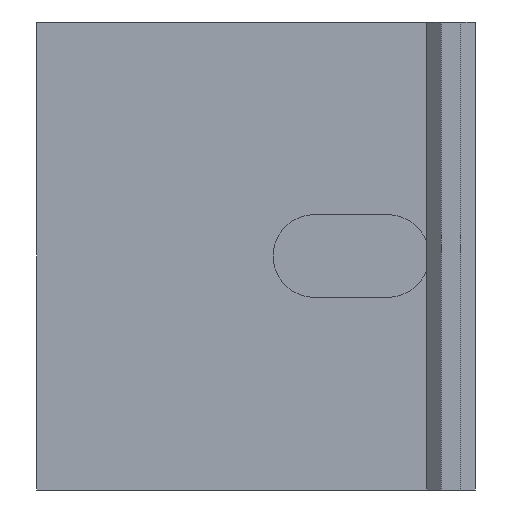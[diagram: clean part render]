
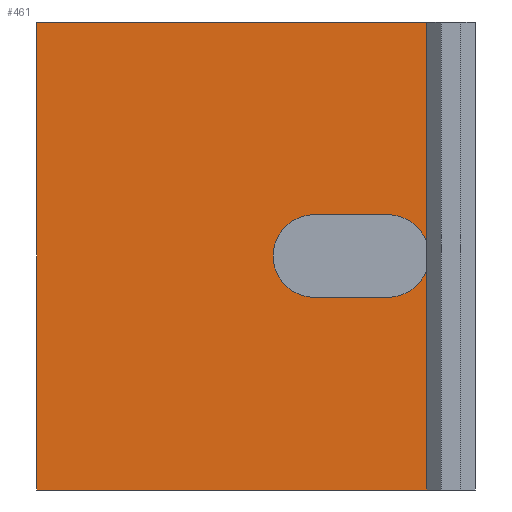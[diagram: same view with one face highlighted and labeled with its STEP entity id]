
A CAD part, left-side view. The second image highlights one B-rep face of the part: STEP entity #461.
In plain terms, the highlighted planar face has unit normal (-1, 0, 0).
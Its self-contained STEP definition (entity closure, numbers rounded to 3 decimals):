
#15=FACE_BOUND('',#56,.T.);
#31=FACE_OUTER_BOUND('',#55,.T.);
#55=EDGE_LOOP('',(#339,#340,#341,#342,#343,#344,#345,#346,#347,#348));
#56=EDGE_LOOP('',(#349,#350,#351,#352));
#78=LINE('',#674,#132);
#91=LINE('',#702,#145);
#100=LINE('',#721,#154);
#101=LINE('',#727,#155);
#102=LINE('',#733,#156);
#103=LINE('',#735,#157);
#104=LINE('',#736,#158);
#105=LINE('',#739,#159);
#132=VECTOR('',#546,10.);
#145=VECTOR('',#565,10.);
#154=VECTOR('',#580,10.);
#155=VECTOR('',#585,10.);
#156=VECTOR('',#590,10.);
#157=VECTOR('',#591,10.);
#158=VECTOR('',#592,10.);
#159=VECTOR('',#595,10.);
#183=CIRCLE('',#495,1.7);
#184=CIRCLE('',#503,3.94);
#185=CIRCLE('',#504,0.3);
#186=CIRCLE('',#505,0.3);
#187=CIRCLE('',#506,3.94);
#188=CIRCLE('',#507,1.7);
#197=VERTEX_POINT('',#666);
#198=VERTEX_POINT('',#668);
#199=VERTEX_POINT('',#672);
#210=VERTEX_POINT('',#699);
#211=VERTEX_POINT('',#701);
#218=VERTEX_POINT('',#720);
#219=VERTEX_POINT('',#722);
#220=VERTEX_POINT('',#724);
#221=VERTEX_POINT('',#726);
#222=VERTEX_POINT('',#728);
#223=VERTEX_POINT('',#730);
#224=VERTEX_POINT('',#732);
#225=VERTEX_POINT('',#734);
#226=VERTEX_POINT('',#737);
#242=EDGE_CURVE('',#197,#198,#183,.T.);
#245=EDGE_CURVE('',#197,#199,#78,.T.);
#258=EDGE_CURVE('',#211,#210,#91,.T.);
#267=EDGE_CURVE('',#210,#218,#100,.F.);
#268=EDGE_CURVE('',#218,#219,#184,.T.);
#269=EDGE_CURVE('',#220,#219,#185,.F.);
#270=EDGE_CURVE('',#221,#220,#101,.T.);
#271=EDGE_CURVE('',#222,#221,#186,.F.);
#272=EDGE_CURVE('',#222,#223,#187,.T.);
#273=EDGE_CURVE('',#223,#224,#102,.F.);
#274=EDGE_CURVE('',#225,#224,#103,.T.);
#275=EDGE_CURVE('',#211,#225,#104,.T.);
#276=EDGE_CURVE('',#199,#226,#188,.T.);
#277=EDGE_CURVE('',#226,#198,#105,.T.);
#339=ORIENTED_EDGE('',*,*,#267,.T.);
#340=ORIENTED_EDGE('',*,*,#268,.T.);
#341=ORIENTED_EDGE('',*,*,#269,.F.);
#342=ORIENTED_EDGE('',*,*,#270,.F.);
#343=ORIENTED_EDGE('',*,*,#271,.F.);
#344=ORIENTED_EDGE('',*,*,#272,.T.);
#345=ORIENTED_EDGE('',*,*,#273,.T.);
#346=ORIENTED_EDGE('',*,*,#274,.F.);
#347=ORIENTED_EDGE('',*,*,#275,.F.);
#348=ORIENTED_EDGE('',*,*,#258,.T.);
#349=ORIENTED_EDGE('',*,*,#242,.F.);
#350=ORIENTED_EDGE('',*,*,#245,.T.);
#351=ORIENTED_EDGE('',*,*,#276,.T.);
#352=ORIENTED_EDGE('',*,*,#277,.T.);
#442=PLANE('',#502);
#461=ADVANCED_FACE('',(#31,#15),#442,.T.);
#495=AXIS2_PLACEMENT_3D('',#669,#540,#541);
#502=AXIS2_PLACEMENT_3D('',#719,#578,#579);
#503=AXIS2_PLACEMENT_3D('',#723,#581,#582);
#504=AXIS2_PLACEMENT_3D('',#725,#583,#584);
#505=AXIS2_PLACEMENT_3D('',#729,#586,#587);
#506=AXIS2_PLACEMENT_3D('',#731,#588,#589);
#507=AXIS2_PLACEMENT_3D('',#738,#593,#594);
#540=DIRECTION('center_axis',(-1.,0.,0.));
#541=DIRECTION('ref_axis',(0.,0.,-1.));
#546=DIRECTION('',(0.,1.,0.));
#565=DIRECTION('',(0.,-1.,0.));
#578=DIRECTION('center_axis',(-1.,0.,0.));
#579=DIRECTION('ref_axis',(0.,-1.,0.));
#580=DIRECTION('',(0.,0.,-1.));
#581=DIRECTION('center_axis',(-1.,0.,0.));
#582=DIRECTION('ref_axis',(0.,0.,-1.));
#583=DIRECTION('center_axis',(1.,0.,0.));
#584=DIRECTION('ref_axis',(0.,-0.333,0.943));
#585=DIRECTION('',(0.,0.,-1.));
#586=DIRECTION('center_axis',(1.,0.,0.));
#587=DIRECTION('ref_axis',(0.,-0.333,-0.943));
#588=DIRECTION('center_axis',(-1.,0.,0.));
#589=DIRECTION('ref_axis',(0.,0.,-1.));
#590=DIRECTION('',(0.,0.,-1.));
#591=DIRECTION('',(0.,-1.,0.));
#592=DIRECTION('',(0.,0.,1.));
#593=DIRECTION('center_axis',(1.,0.,0.));
#594=DIRECTION('ref_axis',(0.,0.,1.));
#595=DIRECTION('',(0.,-1.,0.));
#666=CARTESIAN_POINT('',(-1.2,-15.4,4.3));
#668=CARTESIAN_POINT('',(-1.2,-15.4,7.7));
#669=CARTESIAN_POINT('Origin',(-1.2,-15.4,6.));
#672=CARTESIAN_POINT('',(-1.2,-12.4,4.3));
#674=CARTESIAN_POINT('',(-1.2,-7.7,4.3));
#699=CARTESIAN_POINT('',(-1.2,-17.,-3.6));
#701=CARTESIAN_POINT('',(-1.2,-1.,-3.6));
#702=CARTESIAN_POINT('',(-1.2,-1.,-3.6));
#719=CARTESIAN_POINT('Origin',(-1.2,0.,0.));
#720=CARTESIAN_POINT('',(-1.2,-17.,2.4));
#721=CARTESIAN_POINT('',(-1.2,-17.,0.));
#722=CARTESIAN_POINT('',(-1.2,-18.466,3.526));
#723=CARTESIAN_POINT('Origin',(-1.2,-15.4,6.));
#724=CARTESIAN_POINT('',(-1.2,-19.,3.338));
#725=CARTESIAN_POINT('Origin',(-1.2,-18.7,3.338));
#726=CARTESIAN_POINT('',(-1.2,-19.,8.662));
#727=CARTESIAN_POINT('',(-1.2,-19.,3.));
#728=CARTESIAN_POINT('',(-1.2,-18.466,8.474));
#729=CARTESIAN_POINT('Origin',(-1.2,-18.7,8.662));
#730=CARTESIAN_POINT('',(-1.2,-17.,9.6));
#731=CARTESIAN_POINT('Origin',(-1.2,-15.4,6.));
#732=CARTESIAN_POINT('',(-1.2,-17.,15.6));
#733=CARTESIAN_POINT('',(-1.2,-17.,0.));
#734=CARTESIAN_POINT('',(-1.2,-1.,15.6));
#735=CARTESIAN_POINT('',(-1.2,-1.,15.6));
#736=CARTESIAN_POINT('',(-1.2,-1.,0.));
#737=CARTESIAN_POINT('',(-1.2,-12.4,7.7));
#738=CARTESIAN_POINT('Origin',(-1.2,-12.4,6.));
#739=CARTESIAN_POINT('',(-1.2,-7.2,7.7));
